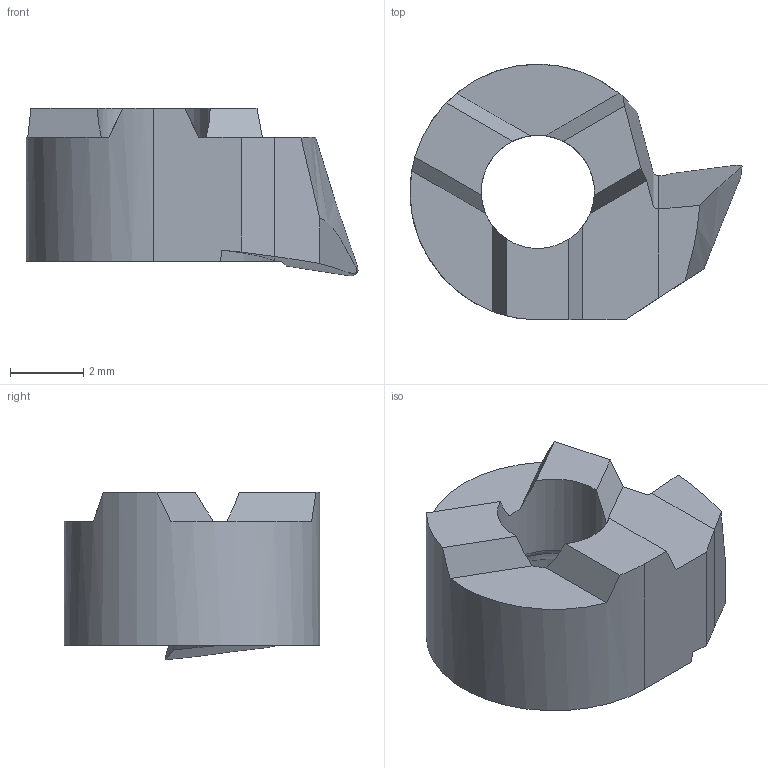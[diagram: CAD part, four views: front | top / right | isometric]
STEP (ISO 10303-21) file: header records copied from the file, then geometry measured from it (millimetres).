
FILE_DESCRIPTION(/* description */ (''),/* implementation_level */ '2;1');
FILE_NAME(/* name */ '1589866554972.stp',/* time_stamp */ '2020-05-19T11:06:07+06:00',/* author */ (''),/* organization */ ('SMS'),/* preprocessor_version */ 'ST-DEVELOPER v16.7',/* originating_system */ 'SIEMENS PLM Software NX 12.0',/* authorisation */ '');
FILE_SCHEMA (('AUTOMOTIVE_DESIGN { 1 0 10303 214 3 1 1 1 }'));
Length unit declared in the file: millimetre
Products named in the file (1): 202722871mod000_00
Bounding box: 9.09 x 7 x 4.6 mm (x, y, z)
Volume: 118.8 mm3; surface area: 229.3 mm2
Topology: 2 solids, 2 shells, 38 faces, 103 edges, 71 vertices
Faces by surface type: plane 25, bspline 8, cylinder 3, torus 1, cone 1
Full cylindrical faces by diameter (mm): 3.1 x1, 4.5 x1
Entity records: 1439 total; most frequent: CARTESIAN_POINT 533, ORIENTED_EDGE 194, DIRECTION 145, EDGE_CURVE 97, VERTEX_POINT 66, AXIS2_PLACEMENT_3D 52, EDGE_LOOP 43, LINE 41
